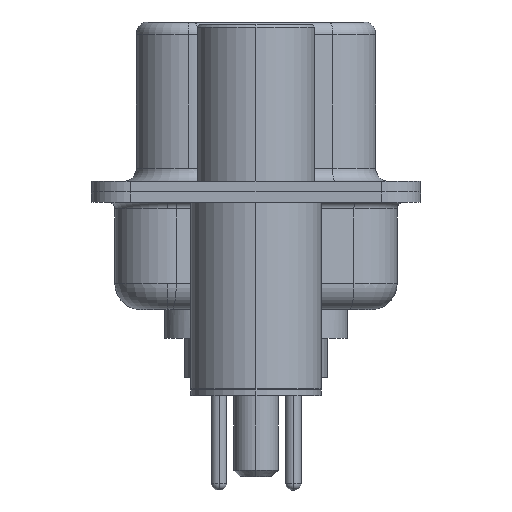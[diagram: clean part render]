
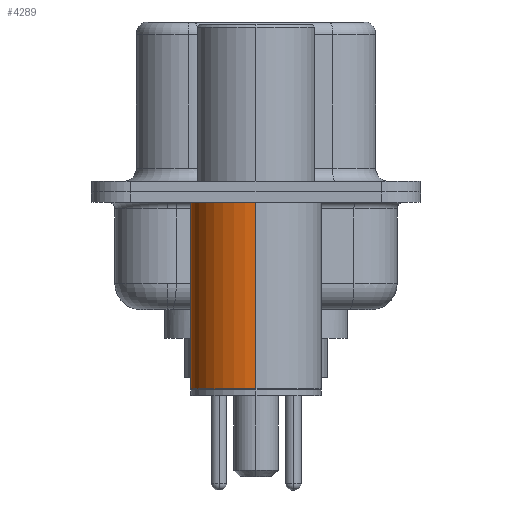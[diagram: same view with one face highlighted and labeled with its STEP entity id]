
A CAD part, left-side view. The second image highlights one B-rep face of the part: STEP entity #4289.
In plain terms, the highlighted cylindrical face has radius 2.5 mm (diameter 5 mm), a partial arc.
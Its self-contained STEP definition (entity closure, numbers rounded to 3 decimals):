
#538 = CIRCLE ( 'NONE', #10748, 2.5 ) ;
#798 = EDGE_CURVE ( 'NONE', #19172, #9411, #9140, .T. ) ;
#1218 = EDGE_LOOP ( 'NONE', ( #2655, #4929, #9146, #17476 ) ) ;
#1343 = EDGE_CURVE ( 'NONE', #9411, #8650, #11086, .T. ) ;
#2655 = ORIENTED_EDGE ( 'NONE', *, *, #18844, .T. ) ;
#2883 = DIRECTION ( 'NONE',  ( 0., 0., 1. ) ) ;
#2979 = LINE ( 'NONE', #5780, #15089 ) ;
#4289 = ADVANCED_FACE ( 'NONE', ( #4903 ), #8568, .T. ) ;
#4903 = FACE_OUTER_BOUND ( 'NONE', #1218, .T. ) ;
#4929 = ORIENTED_EDGE ( 'NONE', *, *, #17834, .T. ) ;
#5780 = CARTESIAN_POINT ( 'NONE',  ( -2.5, 0., 0.581 ) ) ;
#5894 = DIRECTION ( 'NONE',  ( 1., 0., 0. ) ) ;
#6310 = DIRECTION ( 'NONE',  ( 0., 0., 1. ) ) ;
#6568 = VERTEX_POINT ( 'NONE', #14734 ) ;
#7391 = CARTESIAN_POINT ( 'NONE',  ( 0., 0., 0.581 ) ) ;
#8008 = CARTESIAN_POINT ( 'NONE',  ( 0., 0., -0.4 ) ) ;
#8568 = CYLINDRICAL_SURFACE ( 'NONE', #17322, 2.5 ) ;
#8575 = CARTESIAN_POINT ( 'NONE',  ( 2.5, 0., -0.4 ) ) ;
#8650 = VERTEX_POINT ( 'NONE', #20197 ) ;
#9140 = LINE ( 'NONE', #18164, #17546 ) ;
#9146 = ORIENTED_EDGE ( 'NONE', *, *, #1343, .F. ) ;
#9411 = VERTEX_POINT ( 'NONE', #8575 ) ;
#9617 = DIRECTION ( 'NONE',  ( 1., 0., 0. ) ) ;
#10748 = AXIS2_PLACEMENT_3D ( 'NONE', #12281, #2883, #13898 ) ;
#11086 = CIRCLE ( 'NONE', #19028, 2.5 ) ;
#11788 = DIRECTION ( 'NONE',  ( 0., 0., 1. ) ) ;
#12281 = CARTESIAN_POINT ( 'NONE',  ( 0., 0., -7.525 ) ) ;
#12862 = DIRECTION ( 'NONE',  ( 0., 0., 1. ) ) ;
#13898 = DIRECTION ( 'NONE',  ( 1., 0., 0. ) ) ;
#14245 = CARTESIAN_POINT ( 'NONE',  ( 2.5, 0., -7.525 ) ) ;
#14734 = CARTESIAN_POINT ( 'NONE',  ( -2.5, 0., -7.525 ) ) ;
#15089 = VECTOR ( 'NONE', #18336, 1000. ) ;
#17322 = AXIS2_PLACEMENT_3D ( 'NONE', #7391, #6310, #5894 ) ;
#17476 = ORIENTED_EDGE ( 'NONE', *, *, #798, .F. ) ;
#17546 = VECTOR ( 'NONE', #11788, 1000. ) ;
#17834 = EDGE_CURVE ( 'NONE', #6568, #8650, #2979, .T. ) ;
#18164 = CARTESIAN_POINT ( 'NONE',  ( 2.5, 0., 0.581 ) ) ;
#18336 = DIRECTION ( 'NONE',  ( 0., 0., 1. ) ) ;
#18844 = EDGE_CURVE ( 'NONE', #19172, #6568, #538, .T. ) ;
#19028 = AXIS2_PLACEMENT_3D ( 'NONE', #8008, #12862, #9617 ) ;
#19172 = VERTEX_POINT ( 'NONE', #14245 ) ;
#20197 = CARTESIAN_POINT ( 'NONE',  ( -2.5, 0., -0.4 ) ) ;
